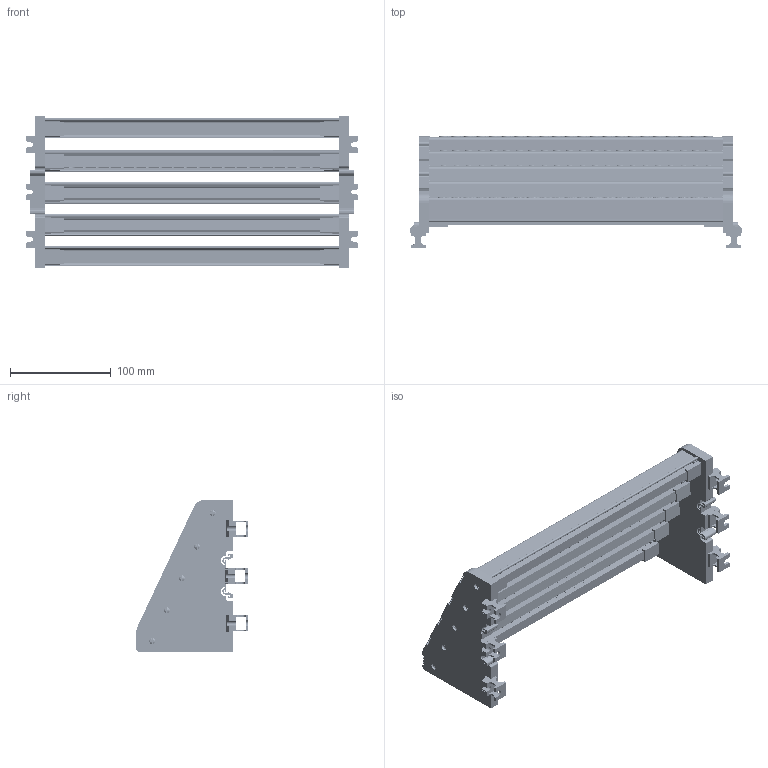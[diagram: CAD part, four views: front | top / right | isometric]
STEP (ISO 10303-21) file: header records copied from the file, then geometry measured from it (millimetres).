
FILE_DESCRIPTION (( 'STEP AP203' ), '1' );
FILE_NAME ('10x15 Beþ Kutuplu Daðýtýcý Ünite - 22 Delikli y.ayak.STEP', '2020-05-12T13:46:48', ( '' ), ( '' ), 'SwSTEP 2.0', 'SolidWorks 2011', '' );
FILE_SCHEMA (( 'CONFIG_CONTROL_DESIGN' ));
Products named in the file (1): 10x15 Beþ Kutuplu Daðýtýcý Ünite - 22 Delikli y.ayak
Bounding box: 329 x 111.66 x 150 mm (x, y, z)
Volume: 538040 mm3; surface area: 328407.9 mm2
Topology: 1 solids, 1 shells, 7650 faces, 20553 edges, 13238 vertices
Faces by surface type: plane 3529, cylinder 1702, bspline 1649, cone 770
Entity records: 342175 total; most frequent: CARTESIAN_POINT 171480, ORIENTED_EDGE 41106, DIRECTION 26953, EDGE_CURVE 20553, VERTEX_POINT 13238, LINE 9665, VECTOR 9665, AXIS2_PLACEMENT_3D 8644
